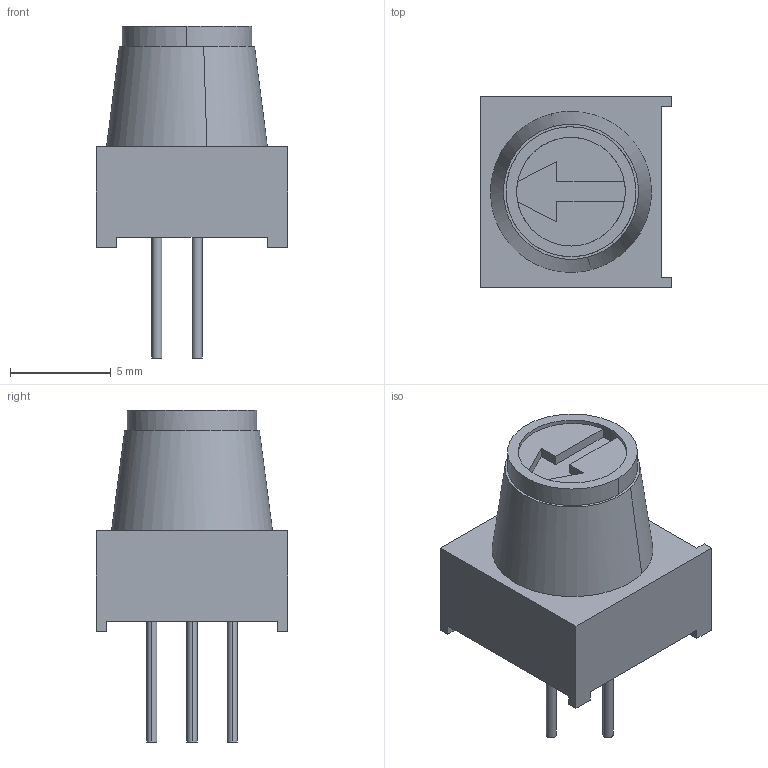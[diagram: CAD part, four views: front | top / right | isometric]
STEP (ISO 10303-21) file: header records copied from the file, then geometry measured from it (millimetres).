
FILE_DESCRIPTION(/* description */ (''),/* implementation_level */ '2;1');
FILE_NAME(/* name */ '3386K',/* time_stamp */ '2023-10-01T10:16:53+09:00',/* author */ (''),/* organization */ (''),/* preprocessor_version */ 'ST-DEVELOPER v16.5',/* originating_system */ 'Rhino 7.24',/* authorisation */ '');
FILE_SCHEMA (('CONFIG_CONTROL_DESIGN'));
Length unit declared in the file: millimetre
Products named in the file (1): Document
Bounding box: 9.5 x 9.5 x 16.5 mm (x, y, z)
Volume: 241.7 mm3; surface area: 628.7 mm2
Topology: 4 solids, 8 shells, 68 faces, 171 edges, 116 vertices
Faces by surface type: plane 54, cylinder 12, bspline 2
Entity records: 1876 total; most frequent: CARTESIAN_POINT 645, ORIENTED_EDGE 316, EDGE_CURVE 170, VERTEX_POINT 114, B_SPLINE_CURVE_WITH_KNOTS 111, DIRECTION 73, EDGE_LOOP 70, AXIS2_PLACEMENT_3D 69
